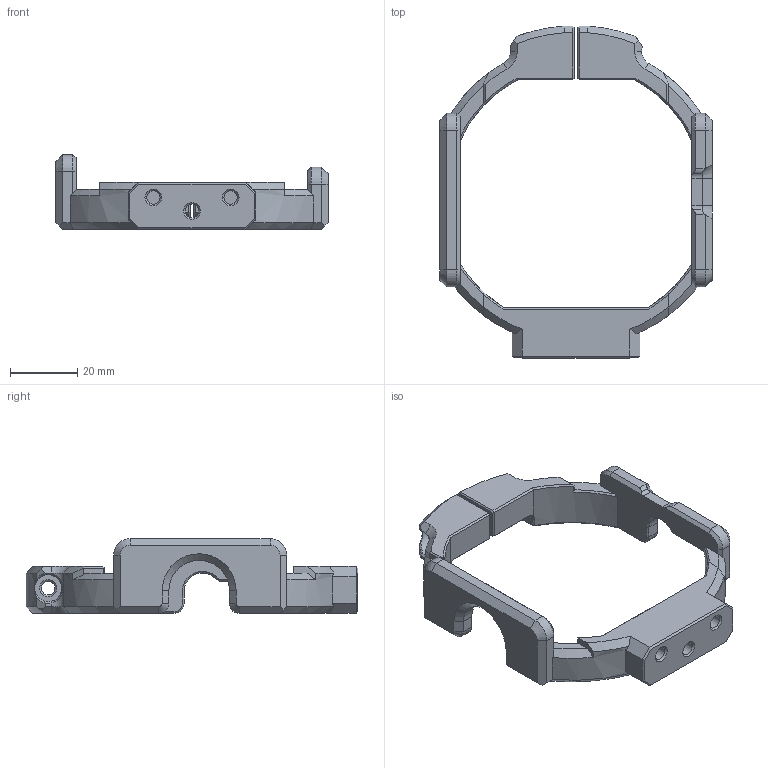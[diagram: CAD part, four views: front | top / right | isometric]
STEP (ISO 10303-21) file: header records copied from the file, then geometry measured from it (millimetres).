
FILE_DESCRIPTION(/* description */ ('Unknown'),/* implementation_level */ '2;1');
FILE_NAME(/* name */ 'samyang_24mmTS_tripodCollar',/* time_stamp */ '2026-01-13T14:13:59-05:00',/* author */ ('Unknown'),/* organization */ ('Unknown'),/* preprocessor_version */ 'ST-DEVELOPER v18.1',/* originating_system */ 'Solid Edge',/* authorisation */ 'Unknown');
FILE_SCHEMA (('AUTOMOTIVE_DESIGN {1 0 10303 214 3 1 1}'));
Length unit declared in the file: millimetre
Products named in the file (2): samyang_24mmTS; samyang_24mmTS_tripodCollar
Assembly tree (1 placements, depth 2):
  samyang_24mmTS
    samyang_24mmTS_tripodCollar
Bounding box: 81 x 98.75 x 22.25 mm (x, y, z)
Volume: 27617.3 mm3; surface area: 13136.2 mm2
Topology: 1 solids, 1 shells, 291 faces, 735 edges, 446 vertices
Faces by surface type: plane 167, cone 72, cylinder 40, bspline 12
Full cylindrical faces by diameter (mm): 4 x5, 5.8 x4, 8 x1
Entity records: 8796 total; most frequent: CARTESIAN_POINT 2151, ORIENTED_EDGE 1398, DIRECTION 1291, EDGE_CURVE 699, AXIS2_PLACEMENT_3D 445, VERTEX_POINT 433, LINE 401, VECTOR 401
